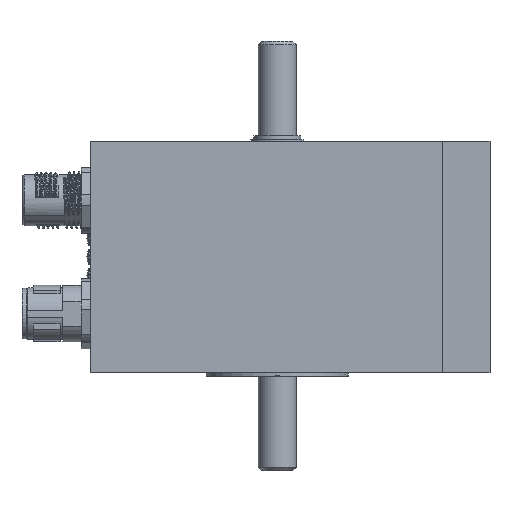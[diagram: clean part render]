
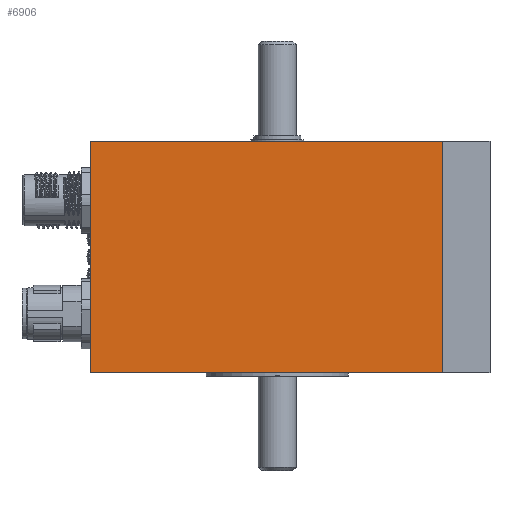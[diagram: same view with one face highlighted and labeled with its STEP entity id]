
A CAD part, left-side view. The second image highlights one B-rep face of the part: STEP entity #6906.
In plain terms, the highlighted planar face has unit normal (-1, 0, 0).
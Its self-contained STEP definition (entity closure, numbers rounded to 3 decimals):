
#1505 = EDGE_CURVE ( 'NONE', #6466, #20416, #29513, .T. ) ;
#3515 = ORIENTED_EDGE ( 'NONE', *, *, #1505, .F. ) ;
#5572 = AXIS2_PLACEMENT_3D ( 'NONE', #21984, #21975, #21948 ) ;
#6466 = VERTEX_POINT ( 'NONE', #25820 ) ;
#6906 = ADVANCED_FACE ( 'NONE', ( #22333 ), #22324, .F. ) ;
#8400 = DIRECTION ( 'NONE',  ( 0., -1., 0. ) ) ;
#9433 = CARTESIAN_POINT ( 'NONE',  ( -20., 84.5, 49. ) ) ;
#10468 = DIRECTION ( 'NONE',  ( 0., -1., 0. ) ) ;
#10540 = CARTESIAN_POINT ( 'NONE',  ( -20., 84.5, 49. ) ) ;
#10547 = LINE ( 'NONE', #10540, #21873 ) ;
#10697 = VERTEX_POINT ( 'NONE', #9433 ) ;
#10714 = ORIENTED_EDGE ( 'NONE', *, *, #20805, .T. ) ;
#12915 = ORIENTED_EDGE ( 'NONE', *, *, #18630, .F. ) ;
#13817 = EDGE_LOOP ( 'NONE', ( #15185, #3515, #12915, #10714 ) ) ;
#14703 = VECTOR ( 'NONE', #29467, 1000. ) ;
#15185 = ORIENTED_EDGE ( 'NONE', *, *, #19798, .T. ) ;
#15358 = VERTEX_POINT ( 'NONE', #15973 ) ;
#15973 = CARTESIAN_POINT ( 'NONE',  ( -20., 84.5, 0. ) ) ;
#16817 = LINE ( 'NONE', #16904, #25244 ) ;
#16904 = CARTESIAN_POINT ( 'NONE',  ( -20., 84.5, 49. ) ) ;
#16933 = DIRECTION ( 'NONE',  ( 0., 0., -1. ) ) ;
#18630 = EDGE_CURVE ( 'NONE', #10697, #6466, #10547, .T. ) ;
#19798 = EDGE_CURVE ( 'NONE', #15358, #20416, #20035, .T. ) ;
#20035 = LINE ( 'NONE', #24542, #21737 ) ;
#20416 = VERTEX_POINT ( 'NONE', #22922 ) ;
#20805 = EDGE_CURVE ( 'NONE', #10697, #15358, #16817, .T. ) ;
#21737 = VECTOR ( 'NONE', #8400, 1000. ) ;
#21873 = VECTOR ( 'NONE', #10468, 1000. ) ;
#21948 = DIRECTION ( 'NONE',  ( 0., 1., 0. ) ) ;
#21975 = DIRECTION ( 'NONE',  ( 1., 0., 0. ) ) ;
#21984 = CARTESIAN_POINT ( 'NONE',  ( -20., 84.5, 49. ) ) ;
#22324 = PLANE ( 'NONE',  #5572 ) ;
#22333 = FACE_OUTER_BOUND ( 'NONE', #13817, .T. ) ;
#22922 = CARTESIAN_POINT ( 'NONE',  ( -20., 10., 0. ) ) ;
#24542 = CARTESIAN_POINT ( 'NONE',  ( -20., 84.5, 0. ) ) ;
#25244 = VECTOR ( 'NONE', #16933, 1000. ) ;
#25820 = CARTESIAN_POINT ( 'NONE',  ( -20., 10., 49. ) ) ;
#29467 = DIRECTION ( 'NONE',  ( 0., 0., -1. ) ) ;
#29471 = CARTESIAN_POINT ( 'NONE',  ( -20., 10., 49. ) ) ;
#29513 = LINE ( 'NONE', #29471, #14703 ) ;
